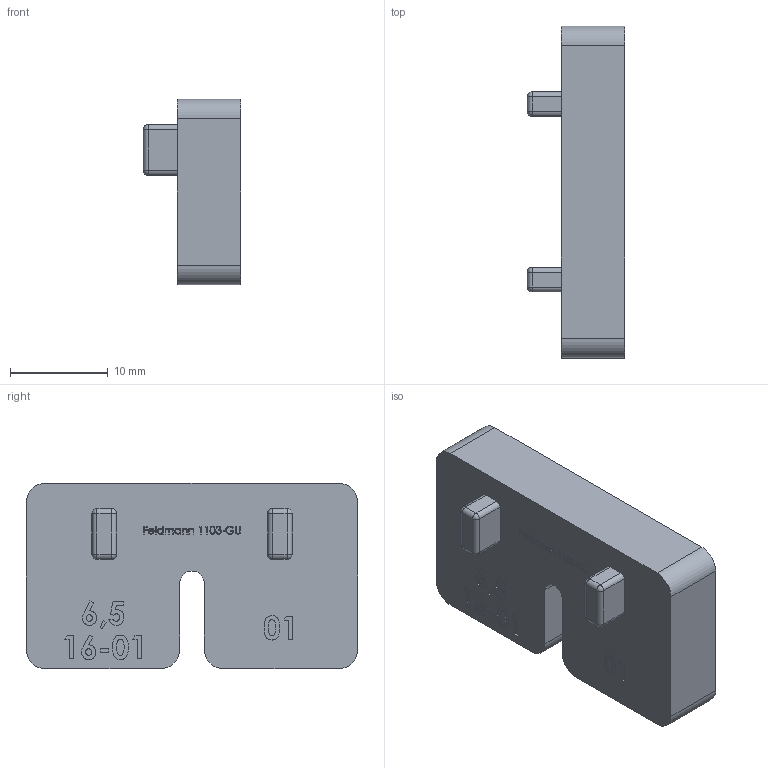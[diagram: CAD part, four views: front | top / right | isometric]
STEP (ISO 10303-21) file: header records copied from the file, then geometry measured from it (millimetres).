
FILE_DESCRIPTION (( 'STEP AP203' ), '1' );
FILE_NAME ('1103-GU.step', '2020-03-30T11:44:34', ( '' ), ( '' ), 'SwSTEP 2.0', 'SolidWorks 2015', '' );
FILE_SCHEMA (( 'CONFIG_CONTROL_DESIGN' ));
Length unit declared in the file: millimetre
Products named in the file (2): 1103-GU
Bounding box: 10 x 34 x 19 mm (x, y, z)
Volume: 4093 mm3; surface area: 2123 mm2
Topology: 1 solids, 1 shells, 393 faces, 1043 edges, 682 vertices
Faces by surface type: plane 202, bspline 160, cylinder 23, sphere 8
Entity records: 20758 total; most frequent: CARTESIAN_POINT 11952, ORIENTED_EDGE 2070, DIRECTION 1231, EDGE_CURVE 1035, VERTEX_POINT 682, LINE 669, VECTOR 669, EDGE_LOOP 431
